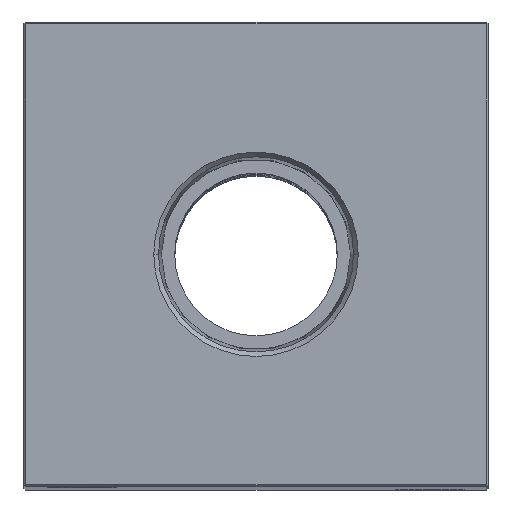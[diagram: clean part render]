
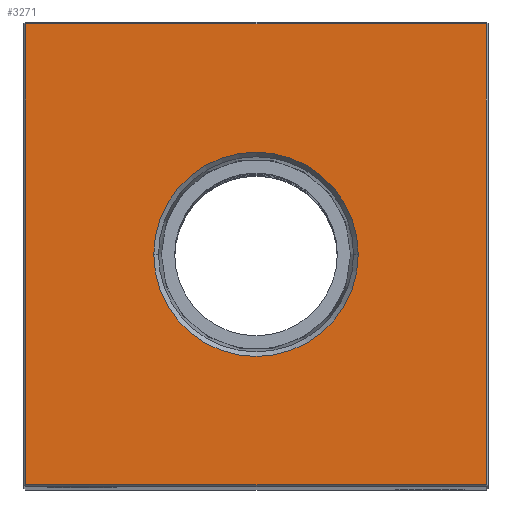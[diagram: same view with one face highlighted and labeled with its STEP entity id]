
A CAD part, top view. The second image highlights one B-rep face of the part: STEP entity #3271.
In plain terms, the highlighted planar face has unit normal (0, 0, 1).
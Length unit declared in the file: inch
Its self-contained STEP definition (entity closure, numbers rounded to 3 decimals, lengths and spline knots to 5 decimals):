
#17 = VECTOR ( 'NONE', #1420, 39.37008 ) ;
#691 = DIRECTION ( 'NONE',  ( 1., 0., 0. ) ) ;
#768 = VERTEX_POINT ( 'NONE', #2179 ) ;
#840 = VERTEX_POINT ( 'NONE', #18413 ) ;
#1420 = DIRECTION ( 'NONE',  ( -1., 0., 0. ) ) ;
#1661 = LINE ( 'NONE', #7318, #20566 ) ;
#1722 = CARTESIAN_POINT ( 'NONE',  ( 0., 0., 10.5 ) ) ;
#2179 = CARTESIAN_POINT ( 'NONE',  ( -1.24, 1.24, 10.5 ) ) ;
#2221 = VECTOR ( 'NONE', #17325, 39.37008 ) ;
#2541 = CARTESIAN_POINT ( 'NONE',  ( 1.24, -1.24, 10.5 ) ) ;
#3167 = CARTESIAN_POINT ( 'NONE',  ( 0.5499, 0., 10.5 ) ) ;
#3271 = ADVANCED_FACE ( 'NONE', ( #5981, #19765 ), #6101, .F. ) ;
#3519 = LINE ( 'NONE', #24966, #2221 ) ;
#4381 = ORIENTED_EDGE ( 'NONE', *, *, #18123, .F. ) ;
#4561 = EDGE_LOOP ( 'NONE', ( #17337, #6091, #22876, #24398 ) ) ;
#4961 = VERTEX_POINT ( 'NONE', #3167 ) ;
#5525 = DIRECTION ( 'NONE',  ( 1., 0., 0. ) ) ;
#5929 = AXIS2_PLACEMENT_3D ( 'NONE', #18242, #20017, #691 ) ;
#5981 = FACE_OUTER_BOUND ( 'NONE', #4561, .T. ) ;
#6091 = ORIENTED_EDGE ( 'NONE', *, *, #24546, .T. ) ;
#6101 = PLANE ( 'NONE',  #7030 ) ;
#6528 = CARTESIAN_POINT ( 'NONE',  ( 1.24, 0., 10.5 ) ) ;
#7030 = AXIS2_PLACEMENT_3D ( 'NONE', #1722, #17355, #25131 ) ;
#7318 = CARTESIAN_POINT ( 'NONE',  ( 0., -1.24, 10.5 ) ) ;
#8283 = CARTESIAN_POINT ( 'NONE',  ( 0., 0., 10.5 ) ) ;
#8575 = LINE ( 'NONE', #6528, #24687 ) ;
#9375 = CARTESIAN_POINT ( 'NONE',  ( 0., 1.24, 10.5 ) ) ;
#9587 = CIRCLE ( 'NONE', #5929, 0.5499 ) ;
#10218 = CARTESIAN_POINT ( 'NONE',  ( -1.24, -1.24, 10.5 ) ) ;
#10664 = VERTEX_POINT ( 'NONE', #2541 ) ;
#11957 = EDGE_CURVE ( 'NONE', #16662, #768, #18954, .T. ) ;
#14460 = CARTESIAN_POINT ( 'NONE',  ( 1.24, 1.24, 10.5 ) ) ;
#15103 = EDGE_CURVE ( 'NONE', #840, #4961, #9587, .T. ) ;
#16070 = DIRECTION ( 'NONE',  ( 0., 0., 1. ) ) ;
#16662 = VERTEX_POINT ( 'NONE', #14460 ) ;
#16945 = DIRECTION ( 'NONE',  ( 0., 1., 0. ) ) ;
#17325 = DIRECTION ( 'NONE',  ( 0., -1., 0. ) ) ;
#17337 = ORIENTED_EDGE ( 'NONE', *, *, #25267, .T. ) ;
#17355 = DIRECTION ( 'NONE',  ( 0., 0., -1. ) ) ;
#17868 = VERTEX_POINT ( 'NONE', #10218 ) ;
#18123 = EDGE_CURVE ( 'NONE', #4961, #840, #19842, .T. ) ;
#18242 = CARTESIAN_POINT ( 'NONE',  ( 0., 0., 10.5 ) ) ;
#18413 = CARTESIAN_POINT ( 'NONE',  ( -0.5499, 0., 10.5 ) ) ;
#18954 = LINE ( 'NONE', #9375, #17 ) ;
#19086 = EDGE_CURVE ( 'NONE', #10664, #16662, #8575, .T. ) ;
#19765 = FACE_BOUND ( 'NONE', #24392, .T. ) ;
#19842 = CIRCLE ( 'NONE', #24309, 0.5499 ) ;
#20017 = DIRECTION ( 'NONE',  ( 0., 0., 1. ) ) ;
#20226 = ORIENTED_EDGE ( 'NONE', *, *, #15103, .F. ) ;
#20566 = VECTOR ( 'NONE', #5525, 39.37008 ) ;
#22876 = ORIENTED_EDGE ( 'NONE', *, *, #19086, .T. ) ;
#23861 = DIRECTION ( 'NONE',  ( 1., 0., 0. ) ) ;
#24309 = AXIS2_PLACEMENT_3D ( 'NONE', #8283, #16070, #23861 ) ;
#24392 = EDGE_LOOP ( 'NONE', ( #4381, #20226 ) ) ;
#24398 = ORIENTED_EDGE ( 'NONE', *, *, #11957, .T. ) ;
#24546 = EDGE_CURVE ( 'NONE', #17868, #10664, #1661, .T. ) ;
#24687 = VECTOR ( 'NONE', #16945, 39.37008 ) ;
#24966 = CARTESIAN_POINT ( 'NONE',  ( -1.24, 0., 10.5 ) ) ;
#25131 = DIRECTION ( 'NONE',  ( -1., 0., 0. ) ) ;
#25267 = EDGE_CURVE ( 'NONE', #768, #17868, #3519, .T. ) ;
